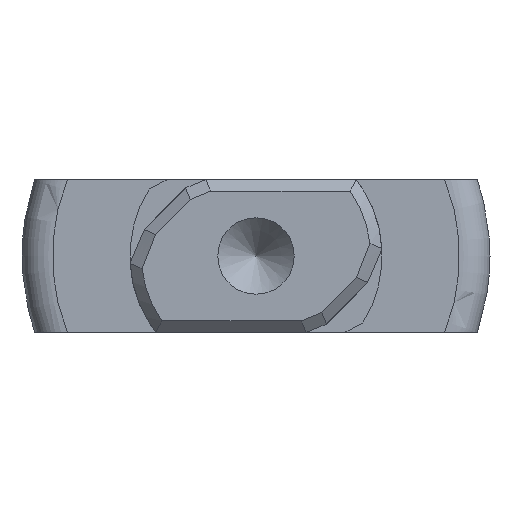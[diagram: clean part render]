
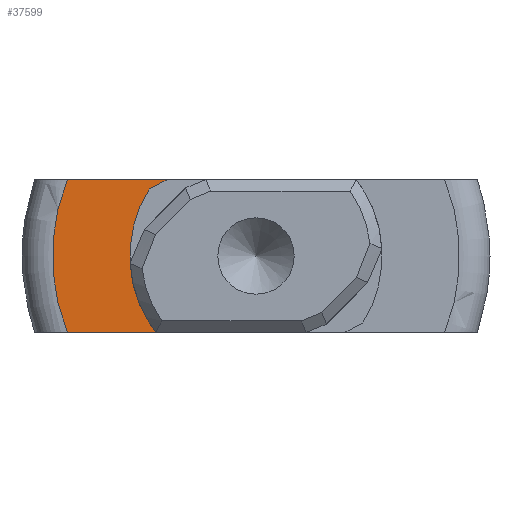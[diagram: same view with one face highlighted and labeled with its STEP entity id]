
A CAD part, left-side view. The second image highlights one B-rep face of the part: STEP entity #37599.
In plain terms, the highlighted planar face has unit normal (-1, 0, 0).
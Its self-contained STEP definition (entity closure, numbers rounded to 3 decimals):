
#722 = PLANE('',#723);
#723 = AXIS2_PLACEMENT_3D('',#724,#725,#726);
#724 = CARTESIAN_POINT('',(-6.25,-6.25,2.));
#725 = DIRECTION('',(0.,0.,1.));
#726 = DIRECTION('',(0.,1.,0.));
#16351 = VERTEX_POINT('',#16352);
#16352 = CARTESIAN_POINT('',(0.,4.94,2.));
#16386 = TOROIDAL_SURFACE('',#16387,5.329,0.8);
#16387 = AXIS2_PLACEMENT_3D('',#16388,#16389,#16390);
#16388 = CARTESIAN_POINT('',(0.8,0.,0.));
#16389 = DIRECTION('',(1.,0.,0.));
#16390 = DIRECTION('',(0.,0.,-1.));
#16420 = EDGE_CURVE('',#16351,#16421,#16423,.T.);
#16421 = VERTEX_POINT('',#16422);
#16422 = CARTESIAN_POINT('',(0.,2.327,2.));
#16423 = SURFACE_CURVE('',#16424,(#16428,#16435),.PCURVE_S1.);
#16424 = LINE('',#16425,#16426);
#16425 = CARTESIAN_POINT('',(0.,5.79,2.));
#16426 = VECTOR('',#16427,1.);
#16427 = DIRECTION('',(0.,-1.,0.));
#16428 = PCURVE('',#722,#16429);
#16429 = DEFINITIONAL_REPRESENTATION('',(#16430),#16434);
#16430 = LINE('',#16431,#16432);
#16431 = CARTESIAN_POINT('',(12.04,-6.25));
#16432 = VECTOR('',#16433,1.);
#16433 = DIRECTION('',(-1.,-0.));
#16434 = ( GEOMETRIC_REPRESENTATION_CONTEXT(2) 
PARAMETRIC_REPRESENTATION_CONTEXT() REPRESENTATION_CONTEXT('2D SPACE',''
  ) );
#16435 = PCURVE('',#16436,#16441);
#16436 = PLANE('',#16437);
#16437 = AXIS2_PLACEMENT_3D('',#16438,#16439,#16440);
#16438 = CARTESIAN_POINT('',(0.,5.329,
    0.));
#16439 = DIRECTION('',(-1.,0.,0.));
#16440 = DIRECTION('',(0.,0.,1.));
#16441 = DEFINITIONAL_REPRESENTATION('',(#16442),#16446);
#16442 = LINE('',#16443,#16444);
#16443 = CARTESIAN_POINT('',(2.,0.46));
#16444 = VECTOR('',#16445,1.);
#16445 = DIRECTION('',(0.,-1.));
#16446 = ( GEOMETRIC_REPRESENTATION_CONTEXT(2) 
PARAMETRIC_REPRESENTATION_CONTEXT() REPRESENTATION_CONTEXT('2D SPACE',''
  ) );
#16464 = PLANE('',#16465);
#16465 = AXIS2_PLACEMENT_3D('',#16466,#16467,#16468);
#16466 = CARTESIAN_POINT('',(-18.,2.561,1.878));
#16467 = DIRECTION('',(0.,0.464,0.886
    ));
#16468 = DIRECTION('',(1.,0.,0.));
#33805 = PLANE('',#33806);
#33806 = AXIS2_PLACEMENT_3D('',#33807,#33808,#33809);
#33807 = CARTESIAN_POINT('',(-6.25,6.25,-2.));
#33808 = DIRECTION('',(0.,0.,-1.));
#33809 = DIRECTION('',(0.,-1.,0.));
#35886 = PLANE('',#35887);
#35887 = AXIS2_PLACEMENT_3D('',#35888,#35889,#35890);
#35888 = CARTESIAN_POINT('',(-18.,2.561,-1.878));
#35889 = DIRECTION('',(0.,0.464,
    -0.886));
#35890 = DIRECTION('',(-1.,0.,0.));
#35906 = VERTEX_POINT('',#35907);
#35907 = CARTESIAN_POINT('',(0.,2.795,
    -1.755));
#35921 = CYLINDRICAL_SURFACE('',#35922,3.3);
#35922 = AXIS2_PLACEMENT_3D('',#35923,#35924,#35925);
#35923 = CARTESIAN_POINT('',(-18.,0.,
    0.));
#35924 = DIRECTION('',(1.,0.,0.));
#35925 = DIRECTION('',(0.,1.,0.));
#35933 = EDGE_CURVE('',#35934,#35906,#35936,.T.);
#35934 = VERTEX_POINT('',#35935);
#35935 = CARTESIAN_POINT('',(0.,2.327,-2.));
#35936 = SURFACE_CURVE('',#35937,(#35941,#35948),.PCURVE_S1.);
#35937 = LINE('',#35938,#35939);
#35938 = CARTESIAN_POINT('',(0.,4.033,-1.107));
#35939 = VECTOR('',#35940,1.);
#35940 = DIRECTION('',(0.,0.886,0.464
    ));
#35941 = PCURVE('',#35886,#35942);
#35942 = DEFINITIONAL_REPRESENTATION('',(#35943),#35947);
#35943 = LINE('',#35944,#35945);
#35944 = CARTESIAN_POINT('',(-18.,1.662));
#35945 = VECTOR('',#35946,1.);
#35946 = DIRECTION('',(0.,1.));
#35947 = ( GEOMETRIC_REPRESENTATION_CONTEXT(2) 
PARAMETRIC_REPRESENTATION_CONTEXT() REPRESENTATION_CONTEXT('2D SPACE',''
  ) );
#35948 = PCURVE('',#16436,#35949);
#35949 = DEFINITIONAL_REPRESENTATION('',(#35950),#35954);
#35950 = LINE('',#35951,#35952);
#35951 = CARTESIAN_POINT('',(-1.107,-1.296));
#35952 = VECTOR('',#35953,1.);
#35953 = DIRECTION('',(0.464,0.886));
#35954 = ( GEOMETRIC_REPRESENTATION_CONTEXT(2) 
PARAMETRIC_REPRESENTATION_CONTEXT() REPRESENTATION_CONTEXT('2D SPACE',''
  ) );
#36442 = EDGE_CURVE('',#35934,#36443,#36445,.T.);
#36443 = VERTEX_POINT('',#36444);
#36444 = CARTESIAN_POINT('',(0.,4.94,-2.));
#36445 = SURFACE_CURVE('',#36446,(#36450,#36457),.PCURVE_S1.);
#36446 = LINE('',#36447,#36448);
#36447 = CARTESIAN_POINT('',(0.,-0.46,-2.));
#36448 = VECTOR('',#36449,1.);
#36449 = DIRECTION('',(0.,1.,0.));
#36450 = PCURVE('',#33805,#36451);
#36451 = DEFINITIONAL_REPRESENTATION('',(#36452),#36456);
#36452 = LINE('',#36453,#36454);
#36453 = CARTESIAN_POINT('',(6.71,-6.25));
#36454 = VECTOR('',#36455,1.);
#36455 = DIRECTION('',(-1.,-0.));
#36456 = ( GEOMETRIC_REPRESENTATION_CONTEXT(2) 
PARAMETRIC_REPRESENTATION_CONTEXT() REPRESENTATION_CONTEXT('2D SPACE',''
  ) );
#36457 = PCURVE('',#16436,#36458);
#36458 = DEFINITIONAL_REPRESENTATION('',(#36459),#36463);
#36459 = LINE('',#36460,#36461);
#36460 = CARTESIAN_POINT('',(-2.,-5.79));
#36461 = VECTOR('',#36462,1.);
#36462 = DIRECTION('',(0.,1.));
#36463 = ( GEOMETRIC_REPRESENTATION_CONTEXT(2) 
PARAMETRIC_REPRESENTATION_CONTEXT() REPRESENTATION_CONTEXT('2D SPACE',''
  ) );
#37086 = EDGE_CURVE('',#37087,#16421,#37089,.T.);
#37087 = VERTEX_POINT('',#37088);
#37088 = CARTESIAN_POINT('',(0.,2.795,
    1.755));
#37089 = SURFACE_CURVE('',#37090,(#37094,#37101),.PCURVE_S1.);
#37090 = LINE('',#37091,#37092);
#37091 = CARTESIAN_POINT('',(0.,4.033,
    1.107));
#37092 = VECTOR('',#37093,1.);
#37093 = DIRECTION('',(0.,-0.886,
    0.464));
#37094 = PCURVE('',#16464,#37095);
#37095 = DEFINITIONAL_REPRESENTATION('',(#37096),#37100);
#37096 = LINE('',#37097,#37098);
#37097 = CARTESIAN_POINT('',(18.,1.662));
#37098 = VECTOR('',#37099,1.);
#37099 = DIRECTION('',(0.,-1.));
#37100 = ( GEOMETRIC_REPRESENTATION_CONTEXT(2) 
PARAMETRIC_REPRESENTATION_CONTEXT() REPRESENTATION_CONTEXT('2D SPACE',''
  ) );
#37101 = PCURVE('',#16436,#37102);
#37102 = DEFINITIONAL_REPRESENTATION('',(#37103),#37107);
#37103 = LINE('',#37104,#37105);
#37104 = CARTESIAN_POINT('',(1.107,-1.296));
#37105 = VECTOR('',#37106,1.);
#37106 = DIRECTION('',(0.464,-0.886));
#37107 = ( GEOMETRIC_REPRESENTATION_CONTEXT(2) 
PARAMETRIC_REPRESENTATION_CONTEXT() REPRESENTATION_CONTEXT('2D SPACE',''
  ) );
#37136 = EDGE_CURVE('',#35906,#37087,#37137,.T.);
#37137 = SURFACE_CURVE('',#37138,(#37143,#37150),.PCURVE_S1.);
#37138 = CIRCLE('',#37139,3.3);
#37139 = AXIS2_PLACEMENT_3D('',#37140,#37141,#37142);
#37140 = CARTESIAN_POINT('',(0.,0.,
    0.));
#37141 = DIRECTION('',(1.,0.,0.));
#37142 = DIRECTION('',(0.,0.,1.));
#37143 = PCURVE('',#35921,#37144);
#37144 = DEFINITIONAL_REPRESENTATION('',(#37145),#37149);
#37145 = LINE('',#37146,#37147);
#37146 = CARTESIAN_POINT('',(-4.712,18.));
#37147 = VECTOR('',#37148,1.);
#37148 = DIRECTION('',(1.,0.));
#37149 = ( GEOMETRIC_REPRESENTATION_CONTEXT(2) 
PARAMETRIC_REPRESENTATION_CONTEXT() REPRESENTATION_CONTEXT('2D SPACE',''
  ) );
#37150 = PCURVE('',#16436,#37151);
#37151 = DEFINITIONAL_REPRESENTATION('',(#37152),#37160);
#37152 = ( BOUNDED_CURVE() B_SPLINE_CURVE(2,(#37153,#37154,#37155,#37156
    ,#37157,#37158,#37159),.UNSPECIFIED.,.T.,.F.) 
B_SPLINE_CURVE_WITH_KNOTS((1,2,2,2,2,1),(-2.094,0.,
    2.094,4.189,6.283,8.378),
.UNSPECIFIED.) CURVE() GEOMETRIC_REPRESENTATION_ITEM() 
RATIONAL_B_SPLINE_CURVE((1.,0.5,1.,0.5,1.,0.5,1.)) REPRESENTATION_ITEM(
  '') );
#37153 = CARTESIAN_POINT('',(3.3,-5.329));
#37154 = CARTESIAN_POINT('',(3.3,-11.045));
#37155 = CARTESIAN_POINT('',(-1.65,-8.187));
#37156 = CARTESIAN_POINT('',(-6.6,-5.329));
#37157 = CARTESIAN_POINT('',(-1.65,-2.471));
#37158 = CARTESIAN_POINT('',(3.3,0.387));
#37159 = CARTESIAN_POINT('',(3.3,-5.329));
#37160 = ( GEOMETRIC_REPRESENTATION_CONTEXT(2) 
PARAMETRIC_REPRESENTATION_CONTEXT() REPRESENTATION_CONTEXT('2D SPACE',''
  ) );
#37599 = ADVANCED_FACE('',(#37600),#16436,.T.);
#37600 = FACE_BOUND('',#37601,.T.);
#37601 = EDGE_LOOP('',(#37602,#37603,#37604,#37605,#37631,#37632));
#37602 = ORIENTED_EDGE('',*,*,#37136,.T.);
#37603 = ORIENTED_EDGE('',*,*,#37086,.T.);
#37604 = ORIENTED_EDGE('',*,*,#16420,.F.);
#37605 = ORIENTED_EDGE('',*,*,#37606,.F.);
#37606 = EDGE_CURVE('',#36443,#16351,#37607,.T.);
#37607 = SURFACE_CURVE('',#37608,(#37613,#37624),.PCURVE_S1.);
#37608 = CIRCLE('',#37609,5.329);
#37609 = AXIS2_PLACEMENT_3D('',#37610,#37611,#37612);
#37610 = CARTESIAN_POINT('',(0.,0.,0.)
  );
#37611 = DIRECTION('',(1.,0.,0.));
#37612 = DIRECTION('',(0.,0.,1.));
#37613 = PCURVE('',#16436,#37614);
#37614 = DEFINITIONAL_REPRESENTATION('',(#37615),#37623);
#37615 = ( BOUNDED_CURVE() B_SPLINE_CURVE(2,(#37616,#37617,#37618,#37619
    ,#37620,#37621,#37622),.UNSPECIFIED.,.T.,.F.) 
B_SPLINE_CURVE_WITH_KNOTS((1,2,2,2,2,1),(-2.094,0.,
    2.094,4.189,6.283,8.378),
.UNSPECIFIED.) CURVE() GEOMETRIC_REPRESENTATION_ITEM() 
RATIONAL_B_SPLINE_CURVE((1.,0.5,1.,0.5,1.,0.5,1.)) REPRESENTATION_ITEM(
  '') );
#37616 = CARTESIAN_POINT('',(5.329,-5.329));
#37617 = CARTESIAN_POINT('',(5.329,-14.56));
#37618 = CARTESIAN_POINT('',(-2.665,-9.945));
#37619 = CARTESIAN_POINT('',(-10.659,-5.329));
#37620 = CARTESIAN_POINT('',(-2.665,-0.714));
#37621 = CARTESIAN_POINT('',(5.329,3.901));
#37622 = CARTESIAN_POINT('',(5.329,-5.329));
#37623 = ( GEOMETRIC_REPRESENTATION_CONTEXT(2) 
PARAMETRIC_REPRESENTATION_CONTEXT() REPRESENTATION_CONTEXT('2D SPACE',''
  ) );
#37624 = PCURVE('',#16386,#37625);
#37625 = DEFINITIONAL_REPRESENTATION('',(#37626),#37630);
#37626 = LINE('',#37627,#37628);
#37627 = CARTESIAN_POINT('',(-3.142,4.712));
#37628 = VECTOR('',#37629,1.);
#37629 = DIRECTION('',(1.,0.));
#37630 = ( GEOMETRIC_REPRESENTATION_CONTEXT(2) 
PARAMETRIC_REPRESENTATION_CONTEXT() REPRESENTATION_CONTEXT('2D SPACE',''
  ) );
#37631 = ORIENTED_EDGE('',*,*,#36442,.F.);
#37632 = ORIENTED_EDGE('',*,*,#35933,.T.);
